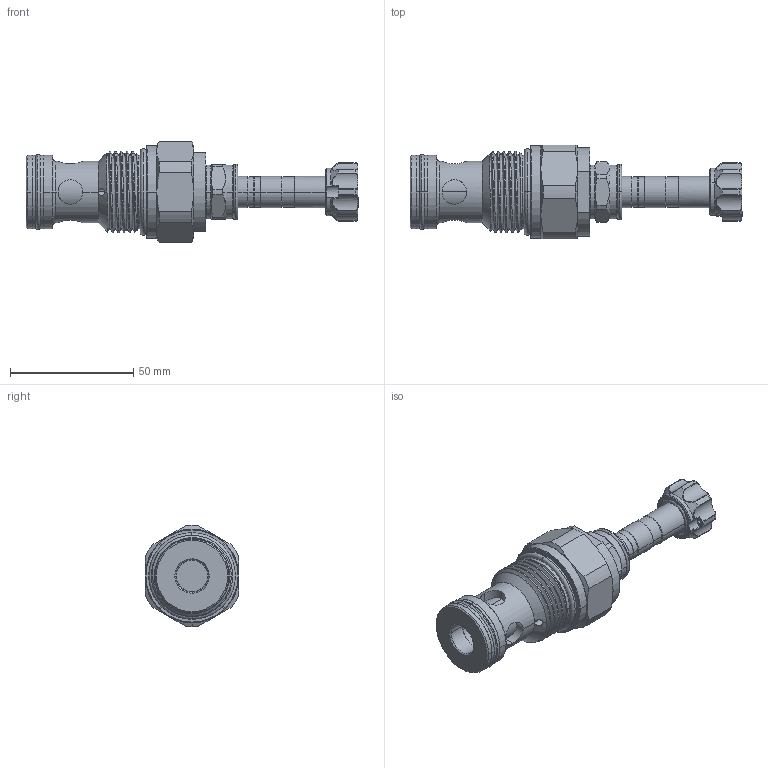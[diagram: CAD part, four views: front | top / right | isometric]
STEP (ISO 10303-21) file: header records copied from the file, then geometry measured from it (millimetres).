
FILE_DESCRIPTION (( 'STEP AP203' ), '1' );
FILE_NAME ('EP21E2A09N95.STEP', '2021-06-02T07:04:20', ( '' ), ( '' ), 'SwSTEP 2.0', 'SolidWorks 2018', '' );
FILE_SCHEMA (( 'CONFIG_CONTROL_DESIGN' ));
Length unit declared in the file: millimetre
Products named in the file (1): EP21E2A09N95
Bounding box: 134.75 x 38 x 41.1 mm (x, y, z)
Volume: 70766.5 mm3; surface area: 18607 mm2
Topology: 6 solids, 6 shells, 305 faces, 720 edges, 434 vertices
Faces by surface type: cylinder 132, cone 52, torus 51, plane 35, bspline 35
Entity records: 14136 total; most frequent: CARTESIAN_POINT 7361, ORIENTED_EDGE 1436, DIRECTION 1385, EDGE_CURVE 718, AXIS2_PLACEMENT_3D 599, VERTEX_POINT 434, CIRCLE 328, EDGE_LOOP 326
